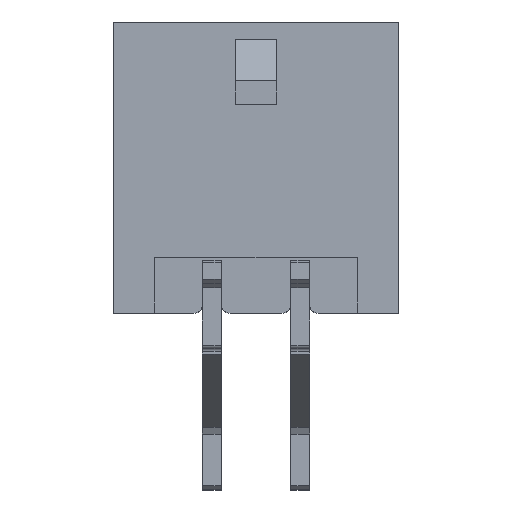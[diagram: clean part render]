
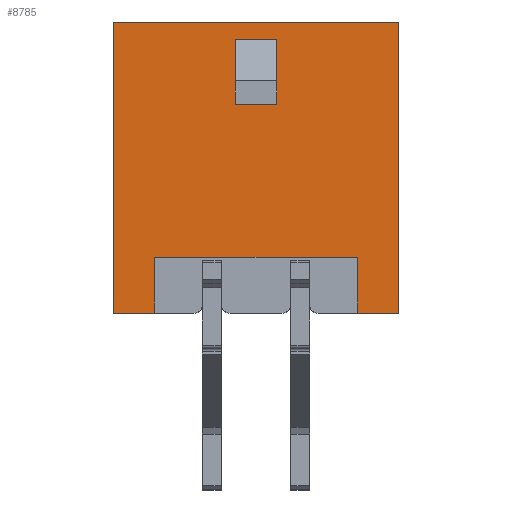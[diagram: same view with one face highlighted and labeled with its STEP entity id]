
A CAD part, top view. The second image highlights one B-rep face of the part: STEP entity #8785.
In plain terms, the highlighted face is planar.
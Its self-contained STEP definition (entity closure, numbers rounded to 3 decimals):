
#706=ORIENTED_EDGE('',*,*,#2239,.F.);
#707=ORIENTED_EDGE('',*,*,#2430,.F.);
#708=ORIENTED_EDGE('',*,*,#2431,.T.);
#709=ORIENTED_EDGE('',*,*,#2432,.T.);
#710=ORIENTED_EDGE('',*,*,#2433,.F.);
#711=ORIENTED_EDGE('',*,*,#2434,.F.);
#712=ORIENTED_EDGE('',*,*,#2234,.F.);
#713=ORIENTED_EDGE('',*,*,#2237,.F.);
#714=ORIENTED_EDGE('',*,*,#2214,.T.);
#715=ORIENTED_EDGE('',*,*,#2221,.T.);
#716=ORIENTED_EDGE('',*,*,#2210,.F.);
#717=ORIENTED_EDGE('',*,*,#2219,.F.);
#2210=EDGE_CURVE('',#3123,#3124,#3742,.T.);
#2214=EDGE_CURVE('',#3127,#3128,#3746,.T.);
#2219=EDGE_CURVE('',#3127,#3123,#3751,.T.);
#2221=EDGE_CURVE('',#3128,#3124,#3753,.T.);
#2234=EDGE_CURVE('',#3139,#3140,#3762,.T.);
#2237=EDGE_CURVE('',#3141,#3139,#3765,.T.);
#2239=EDGE_CURVE('',#3142,#3141,#3767,.T.);
#2430=EDGE_CURVE('',#3274,#3142,#3950,.T.);
#2431=EDGE_CURVE('',#3274,#3275,#3951,.T.);
#2432=EDGE_CURVE('',#3275,#3276,#3952,.T.);
#2433=EDGE_CURVE('',#3277,#3276,#3953,.T.);
#2434=EDGE_CURVE('',#3140,#3277,#3954,.T.);
#3123=VERTEX_POINT('',#11612);
#3124=VERTEX_POINT('',#11613);
#3127=VERTEX_POINT('',#11621);
#3128=VERTEX_POINT('',#11622);
#3139=VERTEX_POINT('',#11658);
#3140=VERTEX_POINT('',#11659);
#3141=VERTEX_POINT('',#11664);
#3142=VERTEX_POINT('',#11668);
#3274=VERTEX_POINT('',#12044);
#3275=VERTEX_POINT('',#12046);
#3276=VERTEX_POINT('',#12048);
#3277=VERTEX_POINT('',#12050);
#3742=LINE('',#11611,#4618);
#3746=LINE('',#11620,#4622);
#3751=LINE('',#11630,#4627);
#3753=LINE('',#11634,#4629);
#3762=LINE('',#11657,#4638);
#3765=LINE('',#11663,#4641);
#3767=LINE('',#11667,#4643);
#3950=LINE('',#12043,#4826);
#3951=LINE('',#12045,#4827);
#3952=LINE('',#12047,#4828);
#3953=LINE('',#12049,#4829);
#3954=LINE('',#12051,#4830);
#4618=VECTOR('',#9769,1000.);
#4622=VECTOR('',#9775,1000.);
#4627=VECTOR('',#9782,1000.);
#4629=VECTOR('',#9788,1000.);
#4638=VECTOR('',#9809,1000.);
#4641=VECTOR('',#9814,1000.);
#4643=VECTOR('',#9818,1000.);
#4826=VECTOR('',#10123,1000.);
#4827=VECTOR('',#10124,1000.);
#4828=VECTOR('',#10125,1000.);
#4829=VECTOR('',#10126,1000.);
#4830=VECTOR('',#10127,1000.);
#5370=EDGE_LOOP('',(#706,#707,#708,#709,#710,#711,#712,#713));
#5371=EDGE_LOOP('',(#714,#715,#716,#717));
#5726=FACE_BOUND('',#5370,.T.);
#5727=FACE_BOUND('',#5371,.T.);
#6078=PLANE('',#9149);
#8785=ADVANCED_FACE('',(#5726,#5727),#6078,.T.);
#9149=AXIS2_PLACEMENT_3D('',#12042,#10121,#10122);
#9769=DIRECTION('',(0.,0.,1.));
#9775=DIRECTION('',(0.,0.,1.));
#9782=DIRECTION('',(0.,-1.,0.));
#9788=DIRECTION('',(0.,-1.,0.));
#9809=DIRECTION('',(0.,0.,-1.));
#9814=DIRECTION('',(0.,1.,0.));
#9818=DIRECTION('',(0.,0.,1.));
#10121=DIRECTION('',(-1.,0.,0.));
#10122=DIRECTION('',(0.,0.,1.));
#10123=DIRECTION('',(0.,1.,0.));
#10124=DIRECTION('',(0.,0.,1.));
#10125=DIRECTION('',(0.,1.,0.));
#10126=DIRECTION('',(0.,0.,1.));
#10127=DIRECTION('',(0.,1.,0.));
#11611=CARTESIAN_POINT('',(-3.43,-0.7,2.15));
#11612=CARTESIAN_POINT('',(-3.43,-0.7,2.15));
#11613=CARTESIAN_POINT('',(-3.43,-0.7,4.35));
#11620=CARTESIAN_POINT('',(-3.43,0.7,2.15));
#11621=CARTESIAN_POINT('',(-3.43,0.7,2.15));
#11622=CARTESIAN_POINT('',(-3.43,0.7,4.35));
#11630=CARTESIAN_POINT('',(-3.43,0.7,2.15));
#11634=CARTESIAN_POINT('',(-3.43,0.7,4.35));
#11657=CARTESIAN_POINT('',(-3.43,3.45,-3.05));
#11658=CARTESIAN_POINT('',(-3.43,3.45,-3.05));
#11659=CARTESIAN_POINT('',(-3.43,3.45,-4.95));
#11663=CARTESIAN_POINT('',(-3.43,-3.45,-3.05));
#11664=CARTESIAN_POINT('',(-3.43,-3.45,-3.05));
#11667=CARTESIAN_POINT('',(-3.43,-3.45,-4.95));
#11668=CARTESIAN_POINT('',(-3.43,-3.45,-4.95));
#12042=CARTESIAN_POINT('',(-3.43,-4.85,-4.95));
#12043=CARTESIAN_POINT('',(-3.43,-4.85,-4.95));
#12044=CARTESIAN_POINT('',(-3.43,-4.85,-4.95));
#12045=CARTESIAN_POINT('',(-3.43,-4.85,-4.95));
#12046=CARTESIAN_POINT('',(-3.43,-4.85,4.95));
#12047=CARTESIAN_POINT('',(-3.43,-4.85,4.95));
#12048=CARTESIAN_POINT('',(-3.43,4.85,4.95));
#12049=CARTESIAN_POINT('',(-3.43,4.85,-4.95));
#12050=CARTESIAN_POINT('',(-3.43,4.85,-4.95));
#12051=CARTESIAN_POINT('',(-3.43,-4.85,-4.95));
